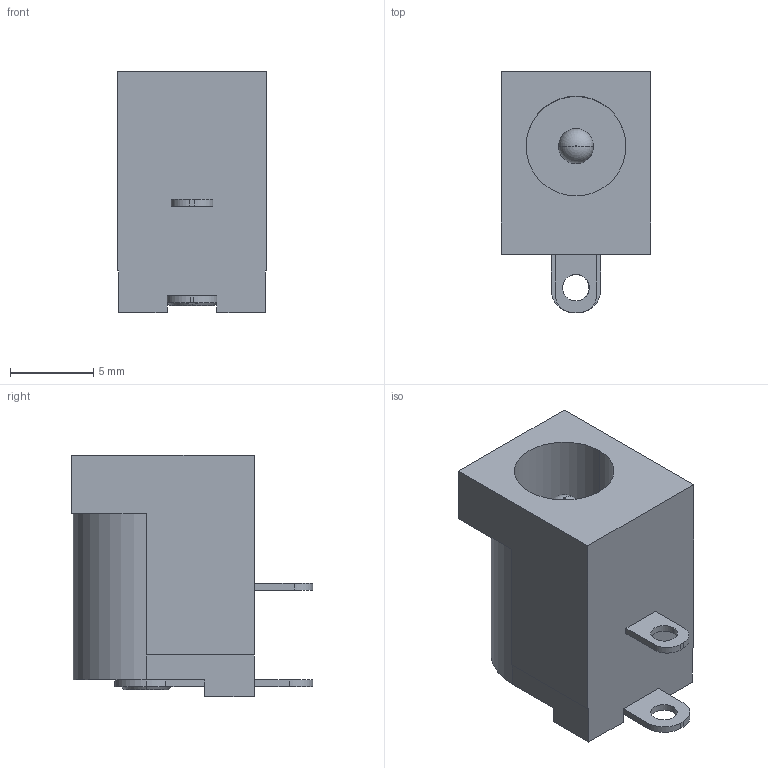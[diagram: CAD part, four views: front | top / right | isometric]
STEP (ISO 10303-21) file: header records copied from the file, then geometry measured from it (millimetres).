
FILE_DESCRIPTION (( 'STEP AP214' ), '1' );
FILE_NAME ('DC_JACK.step', '2018-12-19T21:10:34', ( '' ), ( '' ), 'SwSTEP 2.0', 'SolidWorks 2018', '' );
FILE_SCHEMA (( 'AUTOMOTIVE_DESIGN' ));
Length unit declared in the file: millimetre
Products named in the file (1): DC_JACK
Bounding box: 9 x 14.5 x 14.5 mm (x, y, z)
Volume: 961.7 mm3; surface area: 1060.2 mm2
Topology: 2 solids, 2 shells, 61 faces, 156 edges, 100 vertices
Faces by surface type: plane 35, cylinder 16, cone 8, torus 2
Entity records: 2548 total; most frequent: DIRECTION 324, CARTESIAN_POINT 314, ORIENTED_EDGE 304, EDGE_CURVE 152, AXIS2_PLACEMENT_3D 110, VECTOR 104, LINE 104, VERTEX_POINT 100
